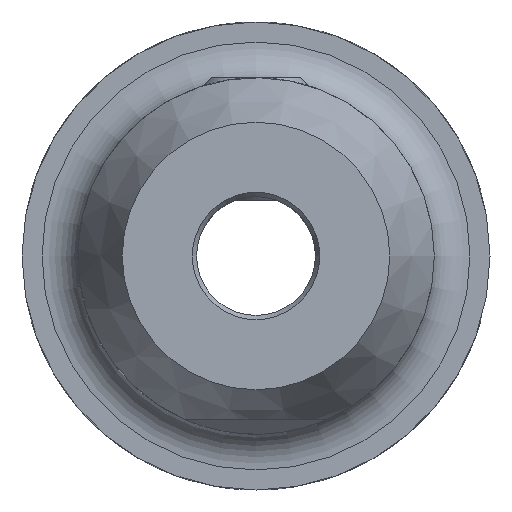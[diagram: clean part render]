
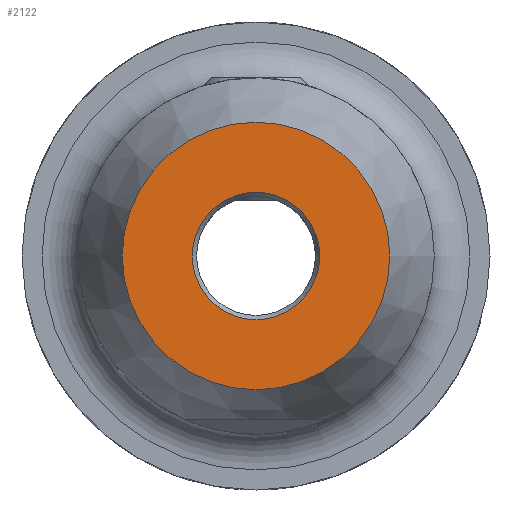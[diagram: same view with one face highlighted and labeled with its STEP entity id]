
A CAD part, left-side view. The second image highlights one B-rep face of the part: STEP entity #2122.
In plain terms, the highlighted planar face has unit normal (-1, 0, 0).
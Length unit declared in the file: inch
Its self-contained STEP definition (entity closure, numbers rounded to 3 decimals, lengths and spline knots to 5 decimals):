
#59=FACE_BOUND('',#311,.T.);
#84=PLANE('',#2330);
#181=FACE_OUTER_BOUND('',#310,.T.);
#310=EDGE_LOOP('',(#1553,#1554));
#311=EDGE_LOOP('',(#1555));
#640=CIRCLE('',#2324,0.33769);
#645=CIRCLE('',#2331,0.70866);
#646=CIRCLE('',#2332,0.70866);
#902=VERTEX_POINT('',#3735);
#909=VERTEX_POINT('',#3795);
#910=VERTEX_POINT('',#3796);
#1145=EDGE_CURVE('',#902,#902,#640,.T.);
#1154=EDGE_CURVE('',#909,#910,#645,.T.);
#1155=EDGE_CURVE('',#910,#909,#646,.T.);
#1553=ORIENTED_EDGE('',*,*,#1154,.F.);
#1554=ORIENTED_EDGE('',*,*,#1155,.F.);
#1555=ORIENTED_EDGE('',*,*,#1145,.F.);
#2122=ADVANCED_FACE('',(#181,#59),#84,.T.);
#2324=AXIS2_PLACEMENT_3D('',#3736,#2708,#2709);
#2330=AXIS2_PLACEMENT_3D('',#3794,#2722,#2723);
#2331=AXIS2_PLACEMENT_3D('',#3797,#2724,#2725);
#2332=AXIS2_PLACEMENT_3D('',#3798,#2726,#2727);
#2708=DIRECTION('center_axis',(-1.,0.,0.));
#2709=DIRECTION('ref_axis',(0.,0.,-1.));
#2722=DIRECTION('center_axis',(-1.,0.,0.));
#2723=DIRECTION('ref_axis',(0.,0.,1.));
#2724=DIRECTION('center_axis',(1.,0.,0.));
#2725=DIRECTION('ref_axis',(0.,1.,0.));
#2726=DIRECTION('center_axis',(1.,0.,0.));
#2727=DIRECTION('ref_axis',(0.,1.,0.));
#3735=CARTESIAN_POINT('',(-3.93701,0.,0.33769));
#3736=CARTESIAN_POINT('Origin',(-3.93701,0.,
0.));
#3794=CARTESIAN_POINT('Origin',(-3.93701,0.35433,0.));
#3795=CARTESIAN_POINT('',(-3.93701,0.70866,0.));
#3796=CARTESIAN_POINT('',(-3.93701,-0.70866,0.));
#3797=CARTESIAN_POINT('Origin',(-3.93701,0.,
0.));
#3798=CARTESIAN_POINT('Origin',(-3.93701,0.,
0.));
